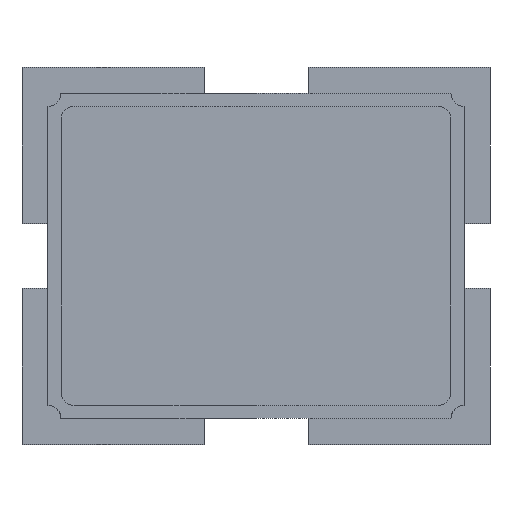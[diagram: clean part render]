
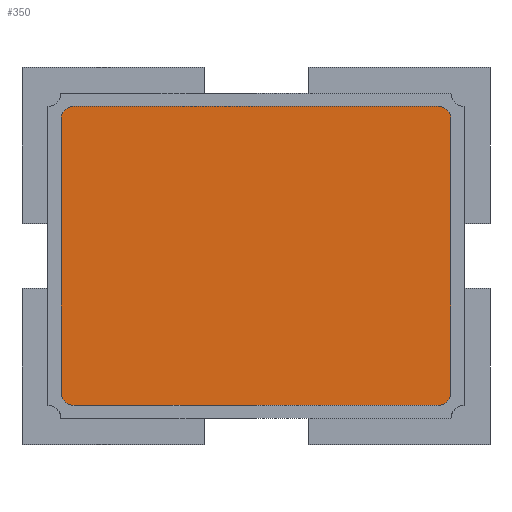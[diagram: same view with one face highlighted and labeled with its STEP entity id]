
A CAD part, top view. The second image highlights one B-rep face of the part: STEP entity #350.
In plain terms, the highlighted planar face has unit normal (0, 0, 1).
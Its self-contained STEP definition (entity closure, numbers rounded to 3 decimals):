
#302=CIRCLE('',#1275,0.1);
#303=CIRCLE('',#1276,0.1);
#304=CIRCLE('',#1277,0.1);
#305=CIRCLE('',#1278,0.1);
#350=ADVANCED_FACE('',(#439),#397,.T.);
#397=PLANE('',#1279);
#439=FACE_OUTER_BOUND('',#495,.T.);
#495=EDGE_LOOP('',(#696,#697,#698,#699,#700,#701,#702,#703));
#696=ORIENTED_EDGE('',*,*,#971,.T.);
#697=ORIENTED_EDGE('',*,*,#972,.F.);
#698=ORIENTED_EDGE('',*,*,#973,.T.);
#699=ORIENTED_EDGE('',*,*,#974,.F.);
#700=ORIENTED_EDGE('',*,*,#975,.T.);
#701=ORIENTED_EDGE('',*,*,#976,.F.);
#702=ORIENTED_EDGE('',*,*,#977,.T.);
#703=ORIENTED_EDGE('',*,*,#970,.F.);
#852=VERTEX_POINT('',#1763);
#853=VERTEX_POINT('',#1765);
#854=VERTEX_POINT('',#1769);
#855=VERTEX_POINT('',#1771);
#856=VERTEX_POINT('',#1773);
#857=VERTEX_POINT('',#1775);
#858=VERTEX_POINT('',#1777);
#859=VERTEX_POINT('',#1779);
#970=EDGE_CURVE('',#853,#852,#1090,.T.);
#971=EDGE_CURVE('',#853,#854,#302,.T.);
#972=EDGE_CURVE('',#855,#854,#1091,.T.);
#973=EDGE_CURVE('',#855,#856,#303,.T.);
#974=EDGE_CURVE('',#857,#856,#1092,.T.);
#975=EDGE_CURVE('',#857,#858,#304,.T.);
#976=EDGE_CURVE('',#859,#858,#1093,.T.);
#977=EDGE_CURVE('',#859,#852,#305,.T.);
#1090=LINE('',#1766,#1206);
#1091=LINE('',#1770,#1207);
#1092=LINE('',#1774,#1208);
#1093=LINE('',#1778,#1209);
#1206=VECTOR('',#1482,1.);
#1207=VECTOR('',#1487,1.);
#1208=VECTOR('',#1490,1.);
#1209=VECTOR('',#1493,1.);
#1275=AXIS2_PLACEMENT_3D('',#1768,#1485,#1486);
#1276=AXIS2_PLACEMENT_3D('',#1772,#1488,#1489);
#1277=AXIS2_PLACEMENT_3D('',#1776,#1491,#1492);
#1278=AXIS2_PLACEMENT_3D('',#1780,#1494,#1495);
#1279=AXIS2_PLACEMENT_3D('',#1781,#1496,#1497);
#1482=DIRECTION('',(1.,0.,0.));
#1485=DIRECTION('',(0.,0.,1.));
#1486=DIRECTION('',(0.,1.,0.));
#1487=DIRECTION('',(0.,1.,0.));
#1488=DIRECTION('',(0.,0.,1.));
#1489=DIRECTION('',(-1.,0.,0.));
#1490=DIRECTION('',(-1.,0.,0.));
#1491=DIRECTION('',(0.,0.,1.));
#1492=DIRECTION('',(0.,-1.,0.));
#1493=DIRECTION('',(0.,-1.,0.));
#1494=DIRECTION('',(0.,0.,1.));
#1495=DIRECTION('',(1.,0.,0.));
#1496=DIRECTION('',(0.,0.,1.));
#1497=DIRECTION('',(-1.,0.,0.));
#1763=CARTESIAN_POINT('',(1.4,1.15,0.876));
#1765=CARTESIAN_POINT('',(-1.4,1.15,0.876));
#1766=CARTESIAN_POINT('',(-1.4,1.15,0.876));
#1768=CARTESIAN_POINT('',(-1.4,1.05,0.876));
#1769=CARTESIAN_POINT('',(-1.5,1.05,0.876));
#1770=CARTESIAN_POINT('',(-1.5,-1.05,0.876));
#1771=CARTESIAN_POINT('',(-1.5,-1.05,0.876));
#1772=CARTESIAN_POINT('',(-1.4,-1.05,0.876));
#1773=CARTESIAN_POINT('',(-1.4,-1.15,0.876));
#1774=CARTESIAN_POINT('',(1.4,-1.15,0.876));
#1775=CARTESIAN_POINT('',(1.4,-1.15,0.876));
#1776=CARTESIAN_POINT('',(1.4,-1.05,0.876));
#1777=CARTESIAN_POINT('',(1.5,-1.05,0.876));
#1778=CARTESIAN_POINT('',(1.5,1.05,0.876));
#1779=CARTESIAN_POINT('',(1.5,1.05,0.876));
#1780=CARTESIAN_POINT('',(1.4,1.05,0.876));
#1781=CARTESIAN_POINT('',(0.,0.,0.876));
